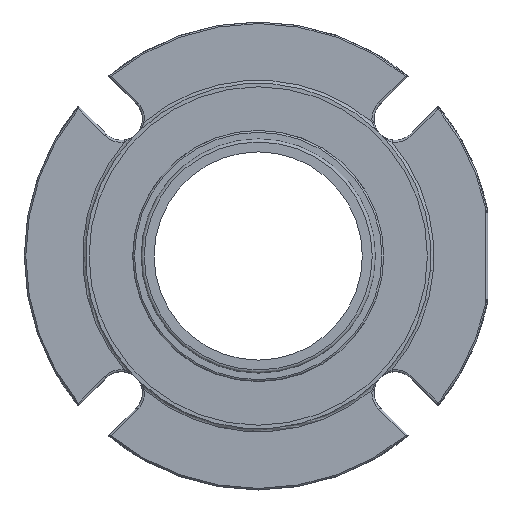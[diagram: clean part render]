
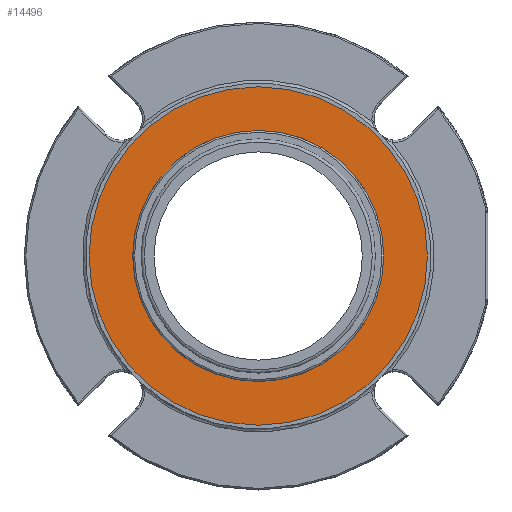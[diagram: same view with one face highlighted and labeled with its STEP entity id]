
A CAD part, left-side view. The second image highlights one B-rep face of the part: STEP entity #14496.
In plain terms, the highlighted planar face has unit normal (-1, 0, 0).
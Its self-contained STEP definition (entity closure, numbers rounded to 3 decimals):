
#1961=PLANE('',#15548);
#4976=ORIENTED_EDGE('',*,*,#6497,.T.);
#4977=ORIENTED_EDGE('',*,*,#6496,.T.);
#6496=EDGE_CURVE('',#7476,#7476,#7990,.F.);
#6497=EDGE_CURVE('',#7477,#7477,#7991,.T.);
#7476=VERTEX_POINT('',#25994);
#7477=VERTEX_POINT('',#25997);
#7990=CIRCLE('',#15547,61.278);
#7991=CIRCLE('',#15549,82.55);
#8700=EDGE_LOOP('',(#4976));
#8701=EDGE_LOOP('',(#4977));
#9418=FACE_BOUND('',#8700,.T.);
#9419=FACE_BOUND('',#8701,.T.);
#14496=ADVANCED_FACE('',(#9418,#9419),#1961,.T.);
#15547=AXIS2_PLACEMENT_3D('',#25993,#18139,#18140);
#15548=AXIS2_PLACEMENT_3D('',#25995,#18141,#18142);
#15549=AXIS2_PLACEMENT_3D('',#25996,#18143,#18144);
#18139=DIRECTION('',(-1.,0.,0.));
#18140=DIRECTION('',(0.,0.,1.));
#18141=DIRECTION('',(-1.,0.,0.));
#18142=DIRECTION('',(0.,0.,1.));
#18143=DIRECTION('',(-1.,0.,0.));
#18144=DIRECTION('',(0.,0.,1.));
#25993=CARTESIAN_POINT('',(-0.483,0.,0.));
#25994=CARTESIAN_POINT('',(-0.483,0.,61.278));
#25995=CARTESIAN_POINT('',(-0.483,0.,68.263));
#25996=CARTESIAN_POINT('',(-0.483,0.,0.));
#25997=CARTESIAN_POINT('',(-0.483,0.,82.55));
